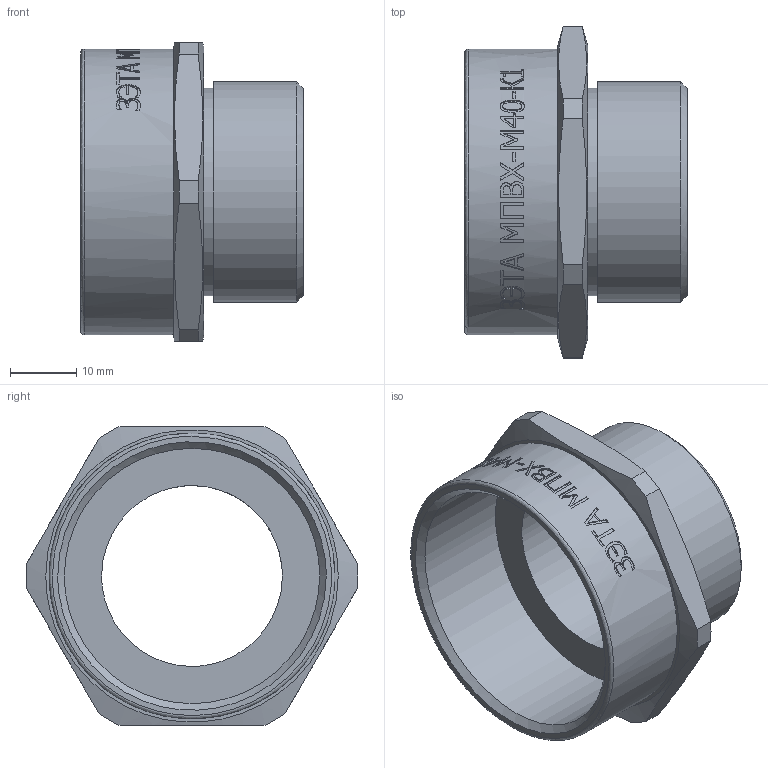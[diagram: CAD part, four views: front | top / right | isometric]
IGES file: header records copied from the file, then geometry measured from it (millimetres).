
Global section: file name: 30 MPVX-M40-NPT 1; native system: Autodesk Inventor 2015; preprocessor: unknown; author: Борисов Е.В.,,11,0,; ; date: 20161001.145952; units: millimetre
Bounding box: 33.5 x 49.96 x 45 mm (x, y, z)
Volume: 12036.7 mm3; surface area: 9823.3 mm2
Topology: 1 solids, 1 shells, 242 faces, 662 edges, 446 vertices
Faces by surface type: bspline 242
